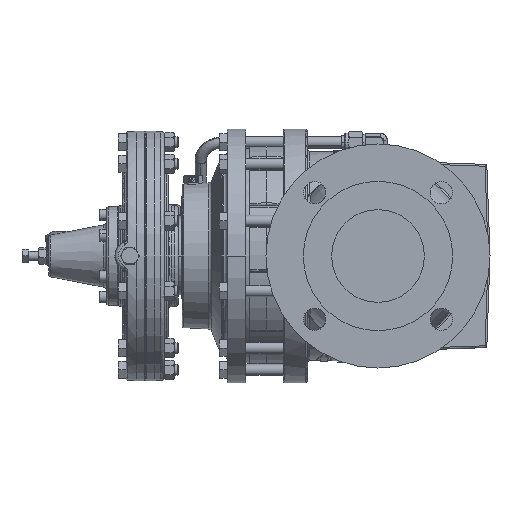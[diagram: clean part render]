
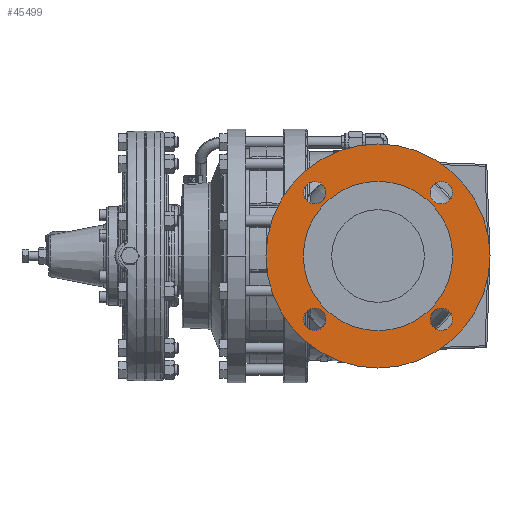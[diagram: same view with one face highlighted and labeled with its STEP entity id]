
A CAD part, left-side view. The second image highlights one B-rep face of the part: STEP entity #45499.
In plain terms, the highlighted planar face has unit normal (-1, 0, 0).
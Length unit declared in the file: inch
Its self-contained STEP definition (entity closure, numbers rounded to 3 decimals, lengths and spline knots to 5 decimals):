
#400 = CIRCLE ( 'NONE', #211524, 0.375 ) ;
#4042 = CARTESIAN_POINT ( 'NONE',  ( -6.0315, 0., 2.5 ) ) ;
#4684 = CARTESIAN_POINT ( 'NONE',  ( -6.0315, 0., 0. ) ) ;
#5615 = EDGE_CURVE ( 'NONE', #205880, #97680, #21984, .T. ) ;
#7648 = ORIENTED_EDGE ( 'NONE', *, *, #190309, .T. ) ;
#12334 = CARTESIAN_POINT ( 'NONE',  ( -6.0315, -2.12132, -2.12132 ) ) ;
#14110 = VERTEX_POINT ( 'NONE', #4042 ) ;
#14782 = FACE_BOUND ( 'NONE', #116291, .T. ) ;
#14786 = ORIENTED_EDGE ( 'NONE', *, *, #152587, .F. ) ;
#15125 = VERTEX_POINT ( 'NONE', #168668 ) ;
#15977 = ORIENTED_EDGE ( 'NONE', *, *, #37411, .T. ) ;
#17184 = CARTESIAN_POINT ( 'NONE',  ( -6.0315, 2.12132, -2.49632 ) ) ;
#17912 = ORIENTED_EDGE ( 'NONE', *, *, #229191, .T. ) ;
#18014 = VERTEX_POINT ( 'NONE', #47637 ) ;
#21984 = CIRCLE ( 'NONE', #85613, 0.375 ) ;
#22822 = CIRCLE ( 'NONE', #54577, 2.5 ) ;
#23348 = VERTEX_POINT ( 'NONE', #187428 ) ;
#23513 = AXIS2_PLACEMENT_3D ( 'NONE', #178116, #62058, #195600 ) ;
#25992 = CARTESIAN_POINT ( 'NONE',  ( -6.0315, 0., 0. ) ) ;
#27877 = CARTESIAN_POINT ( 'NONE',  ( -6.0315, 2.12132, 2.12132 ) ) ;
#29374 = DIRECTION ( 'NONE',  ( 0., 0., -1. ) ) ;
#29745 = DIRECTION ( 'NONE',  ( 1., 0., 0. ) ) ;
#30073 = VERTEX_POINT ( 'NONE', #222992 ) ;
#30798 = CARTESIAN_POINT ( 'NONE',  ( -6.0315, -2.12132, -2.49632 ) ) ;
#31114 = CIRCLE ( 'NONE', #110563, 0.375 ) ;
#34099 = CARTESIAN_POINT ( 'NONE',  ( -6.0315, 0., 0. ) ) ;
#34944 = EDGE_LOOP ( 'NONE', ( #47688, #91144 ) ) ;
#36846 = AXIS2_PLACEMENT_3D ( 'NONE', #34099, #243694, #70222 ) ;
#37411 = EDGE_CURVE ( 'NONE', #97680, #205880, #59218, .T. ) ;
#45499 = ADVANCED_FACE ( 'NONE', ( #243038, #14782, #71996, #219412, #148071, #223079 ), #50861, .F. ) ;
#47637 = CARTESIAN_POINT ( 'NONE',  ( -6.0315, 2.12132, -1.74632 ) ) ;
#47688 = ORIENTED_EDGE ( 'NONE', *, *, #221372, .F. ) ;
#48437 = DIRECTION ( 'NONE',  ( 1., 0., 0. ) ) ;
#50861 = PLANE ( 'NONE',  #155049 ) ;
#54577 = AXIS2_PLACEMENT_3D ( 'NONE', #4684, #95725, #109754 ) ;
#54769 = DIRECTION ( 'NONE',  ( 0., 0., -1. ) ) ;
#55798 = CIRCLE ( 'NONE', #67747, 0.375 ) ;
#59218 = CIRCLE ( 'NONE', #23513, 0.375 ) ;
#62058 = DIRECTION ( 'NONE',  ( 1., 0., 0. ) ) ;
#63114 = AXIS2_PLACEMENT_3D ( 'NONE', #25992, #100703, #176846 ) ;
#63127 = EDGE_CURVE ( 'NONE', #87312, #18014, #97791, .T. ) ;
#65903 = CARTESIAN_POINT ( 'NONE',  ( -6.0315, 2.12132, -2.12132 ) ) ;
#67747 = AXIS2_PLACEMENT_3D ( 'NONE', #100333, #224761, #184841 ) ;
#70222 = DIRECTION ( 'NONE',  ( 0., 0., -1. ) ) ;
#71996 = FACE_BOUND ( 'NONE', #148386, .T. ) ;
#74015 = EDGE_CURVE ( 'NONE', #90451, #15125, #55798, .T. ) ;
#74415 = DIRECTION ( 'NONE',  ( 0., 0., -1. ) ) ;
#80984 = AXIS2_PLACEMENT_3D ( 'NONE', #185320, #166544, #146541 ) ;
#82224 = CARTESIAN_POINT ( 'NONE',  ( -6.0315, -2.12132, 2.49632 ) ) ;
#83917 = EDGE_LOOP ( 'NONE', ( #7648, #147488 ) ) ;
#84744 = CARTESIAN_POINT ( 'NONE',  ( -6.0315, 2.12132, 2.12132 ) ) ;
#85440 = CARTESIAN_POINT ( 'NONE',  ( -6.0315, 2.12132, -2.12132 ) ) ;
#85613 = AXIS2_PLACEMENT_3D ( 'NONE', #130539, #89509, #74415 ) ;
#87007 = EDGE_LOOP ( 'NONE', ( #88075, #14786 ) ) ;
#87312 = VERTEX_POINT ( 'NONE', #17184 ) ;
#88075 = ORIENTED_EDGE ( 'NONE', *, *, #89436, .F. ) ;
#88312 = DIRECTION ( 'NONE',  ( 1., 0., 0. ) ) ;
#89436 = EDGE_CURVE ( 'NONE', #14110, #230267, #160626, .T. ) ;
#89509 = DIRECTION ( 'NONE',  ( 1., 0., 0. ) ) ;
#90451 = VERTEX_POINT ( 'NONE', #30798 ) ;
#91144 = ORIENTED_EDGE ( 'NONE', *, *, #204680, .F. ) ;
#94612 = CIRCLE ( 'NONE', #190344, 0.375 ) ;
#95725 = DIRECTION ( 'NONE',  ( -1., 0., 0. ) ) ;
#96457 = VERTEX_POINT ( 'NONE', #118538 ) ;
#97680 = VERTEX_POINT ( 'NONE', #203609 ) ;
#97791 = CIRCLE ( 'NONE', #141559, 0.375 ) ;
#100333 = CARTESIAN_POINT ( 'NONE',  ( -6.0315, -2.12132, -2.12132 ) ) ;
#100703 = DIRECTION ( 'NONE',  ( 1., 0., 0. ) ) ;
#109622 = DIRECTION ( 'NONE',  ( 1., 0., 0. ) ) ;
#109754 = DIRECTION ( 'NONE',  ( 0., 0., 1. ) ) ;
#110563 = AXIS2_PLACEMENT_3D ( 'NONE', #65903, #88312, #141960 ) ;
#111281 = CIRCLE ( 'NONE', #238841, 0.375 ) ;
#112503 = ORIENTED_EDGE ( 'NONE', *, *, #74015, .T. ) ;
#116291 = EDGE_LOOP ( 'NONE', ( #189616, #15977 ) ) ;
#117244 = DIRECTION ( 'NONE',  ( 0., 0., -1. ) ) ;
#118538 = CARTESIAN_POINT ( 'NONE',  ( -6.0315, 2.12132, 1.74632 ) ) ;
#118783 = CIRCLE ( 'NONE', #63114, 3.75 ) ;
#124043 = DIRECTION ( 'NONE',  ( 1., 0., 0. ) ) ;
#126212 = CARTESIAN_POINT ( 'NONE',  ( -6.0315, 3.75, 0. ) ) ;
#128064 = CARTESIAN_POINT ( 'NONE',  ( -6.0315, 0., 2.5 ) ) ;
#130539 = CARTESIAN_POINT ( 'NONE',  ( -6.0315, -2.12132, 2.12132 ) ) ;
#141559 = AXIS2_PLACEMENT_3D ( 'NONE', #85440, #124043, #29374 ) ;
#141960 = DIRECTION ( 'NONE',  ( 0., 0., -1. ) ) ;
#146541 = DIRECTION ( 'NONE',  ( 0., 0., 1. ) ) ;
#147488 = ORIENTED_EDGE ( 'NONE', *, *, #63127, .T. ) ;
#148071 = FACE_BOUND ( 'NONE', #87007, .T. ) ;
#148386 = EDGE_LOOP ( 'NONE', ( #17912, #112503 ) ) ;
#152587 = EDGE_CURVE ( 'NONE', #230267, #14110, #22822, .T. ) ;
#153989 = EDGE_CURVE ( 'NONE', #96457, #23348, #94612, .T. ) ;
#155049 = AXIS2_PLACEMENT_3D ( 'NONE', #128064, #29745, #200638 ) ;
#155276 = EDGE_CURVE ( 'NONE', #23348, #96457, #111281, .T. ) ;
#160626 = CIRCLE ( 'NONE', #80984, 2.5 ) ;
#160885 = DIRECTION ( 'NONE',  ( 1., 0., 0. ) ) ;
#163234 = ORIENTED_EDGE ( 'NONE', *, *, #153989, .T. ) ;
#166544 = DIRECTION ( 'NONE',  ( -1., 0., 0. ) ) ;
#168668 = CARTESIAN_POINT ( 'NONE',  ( -6.0315, -2.12132, -1.74632 ) ) ;
#176846 = DIRECTION ( 'NONE',  ( 0., 0., -1. ) ) ;
#178116 = CARTESIAN_POINT ( 'NONE',  ( -6.0315, -2.12132, 2.12132 ) ) ;
#184841 = DIRECTION ( 'NONE',  ( 0., 0., -1. ) ) ;
#185320 = CARTESIAN_POINT ( 'NONE',  ( -6.0315, 0., 0. ) ) ;
#187428 = CARTESIAN_POINT ( 'NONE',  ( -6.0315, 2.12132, 2.49632 ) ) ;
#189085 = VERTEX_POINT ( 'NONE', #126212 ) ;
#189616 = ORIENTED_EDGE ( 'NONE', *, *, #5615, .T. ) ;
#190309 = EDGE_CURVE ( 'NONE', #18014, #87312, #31114, .T. ) ;
#190344 = AXIS2_PLACEMENT_3D ( 'NONE', #84744, #160885, #117244 ) ;
#195600 = DIRECTION ( 'NONE',  ( 0., 0., -1. ) ) ;
#200638 = DIRECTION ( 'NONE',  ( 0., 0., -1. ) ) ;
#200949 = EDGE_LOOP ( 'NONE', ( #235384, #163234 ) ) ;
#203609 = CARTESIAN_POINT ( 'NONE',  ( -6.0315, -2.12132, 1.74632 ) ) ;
#204680 = EDGE_CURVE ( 'NONE', #30073, #189085, #216148, .T. ) ;
#205880 = VERTEX_POINT ( 'NONE', #82224 ) ;
#211524 = AXIS2_PLACEMENT_3D ( 'NONE', #12334, #48437, #216986 ) ;
#211777 = CARTESIAN_POINT ( 'NONE',  ( -6.0315, 0., -2.5 ) ) ;
#216148 = CIRCLE ( 'NONE', #36846, 3.75 ) ;
#216986 = DIRECTION ( 'NONE',  ( 0., 0., -1. ) ) ;
#219412 = FACE_BOUND ( 'NONE', #83917, .T. ) ;
#221372 = EDGE_CURVE ( 'NONE', #189085, #30073, #118783, .T. ) ;
#222992 = CARTESIAN_POINT ( 'NONE',  ( -6.0315, -3.75, 0. ) ) ;
#223079 = FACE_OUTER_BOUND ( 'NONE', #34944, .T. ) ;
#224761 = DIRECTION ( 'NONE',  ( 1., 0., 0. ) ) ;
#229191 = EDGE_CURVE ( 'NONE', #15125, #90451, #400, .T. ) ;
#230267 = VERTEX_POINT ( 'NONE', #211777 ) ;
#235384 = ORIENTED_EDGE ( 'NONE', *, *, #155276, .T. ) ;
#238841 = AXIS2_PLACEMENT_3D ( 'NONE', #27877, #109622, #54769 ) ;
#243038 = FACE_BOUND ( 'NONE', #200949, .T. ) ;
#243694 = DIRECTION ( 'NONE',  ( 1., 0., 0. ) ) ;
